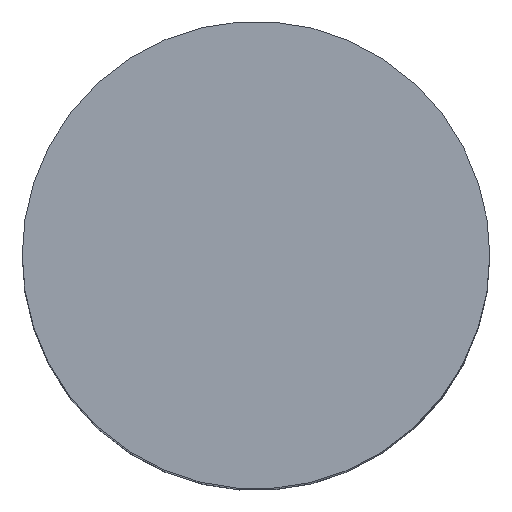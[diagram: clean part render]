
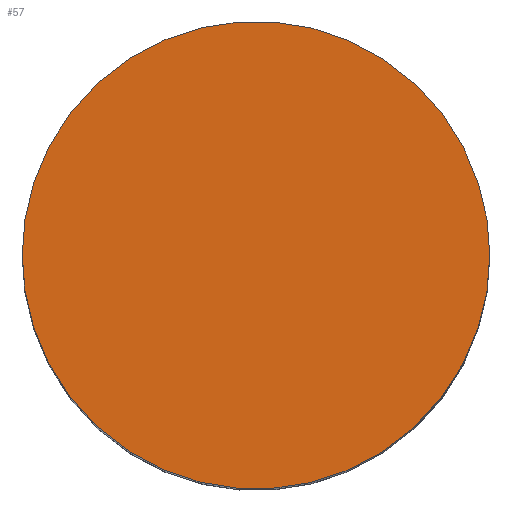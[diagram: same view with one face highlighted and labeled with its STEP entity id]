
A CAD part, top view. The second image highlights one B-rep face of the part: STEP entity #57.
In plain terms, the highlighted planar face has unit normal (0, 0, 1).
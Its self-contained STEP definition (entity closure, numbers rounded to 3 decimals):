
#57=ADVANCED_FACE('',(#87),#382,.T.);
#87=FACE_OUTER_BOUND('',#117,.T.);
#117=EDGE_LOOP('',(#220,#221));
#220=ORIENTED_EDGE('',*,*,#277,.F.);
#221=ORIENTED_EDGE('',*,*,#276,.F.);
#276=EDGE_CURVE('',#368,#369,#332,.T.);
#277=EDGE_CURVE('',#369,#368,#333,.T.);
#332=(
BOUNDED_CURVE()
B_SPLINE_CURVE(2,(#1082,#1083,#1084,#1085,#1086),.UNSPECIFIED.,.F.,.F.)
B_SPLINE_CURVE_WITH_KNOTS((3,2,3),(-282.743,-212.058,
-141.372),.UNSPECIFIED.)
CURVE()
GEOMETRIC_REPRESENTATION_ITEM()
RATIONAL_B_SPLINE_CURVE((1.,0.707,1.,0.707,1.))
REPRESENTATION_ITEM('')
);
#333=(
BOUNDED_CURVE()
B_SPLINE_CURVE(2,(#1087,#1088,#1089,#1090,#1091),.UNSPECIFIED.,.F.,.F.)
B_SPLINE_CURVE_WITH_KNOTS((3,2,3),(-141.372,-70.686,
0.),.UNSPECIFIED.)
CURVE()
GEOMETRIC_REPRESENTATION_ITEM()
RATIONAL_B_SPLINE_CURVE((1.,0.707,1.,0.707,1.))
REPRESENTATION_ITEM('')
);
#368=VERTEX_POINT('',#1078);
#369=VERTEX_POINT('',#1079);
#382=PLANE('',#427);
#427=AXIS2_PLACEMENT_3D('',#1066,#442,$);
#442=DIRECTION('',(0.,0.,1.));
#1066=CARTESIAN_POINT('',(54.001,54.001,61.386));
#1078=CARTESIAN_POINT('',(45.,0.,61.386));
#1079=CARTESIAN_POINT('',(-45.,0.,61.386));
#1082=CARTESIAN_POINT('',(45.,0.,61.386));
#1083=CARTESIAN_POINT('',(45.,-45.,61.386));
#1084=CARTESIAN_POINT('',(0.,-45.,61.386));
#1085=CARTESIAN_POINT('',(-45.,-45.,61.386));
#1086=CARTESIAN_POINT('',(-45.,0.,61.386));
#1087=CARTESIAN_POINT('',(-45.,0.,61.386));
#1088=CARTESIAN_POINT('',(-45.,45.,61.386));
#1089=CARTESIAN_POINT('',(0.,45.,61.386));
#1090=CARTESIAN_POINT('',(45.,45.,61.386));
#1091=CARTESIAN_POINT('',(45.,0.,61.386));
